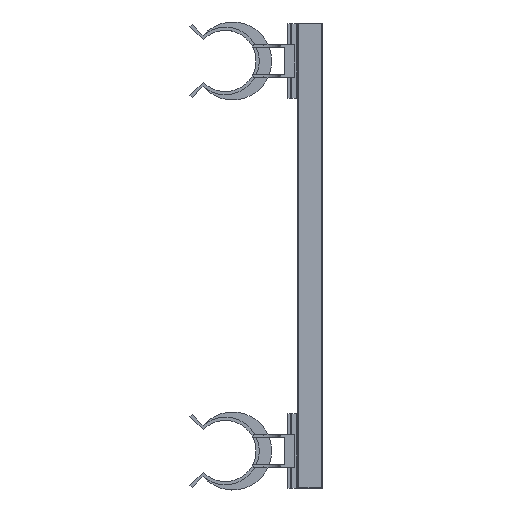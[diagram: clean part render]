
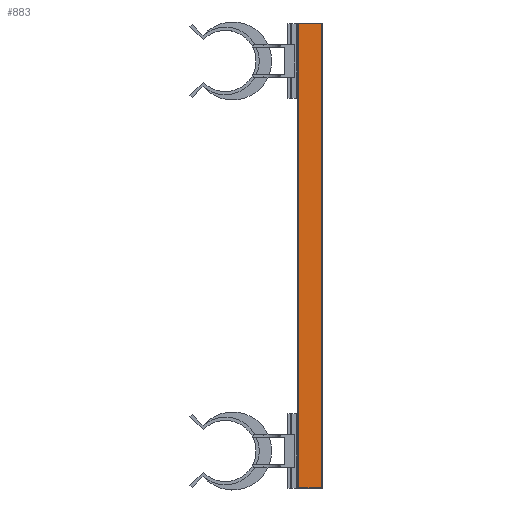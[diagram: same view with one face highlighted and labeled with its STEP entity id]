
A CAD part, top view. The second image highlights one B-rep face of the part: STEP entity #883.
In plain terms, the highlighted face is planar.
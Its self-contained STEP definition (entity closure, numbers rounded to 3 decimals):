
#883=ADVANCED_FACE('',(#1998),#1999,.T.);
#1998=FACE_OUTER_BOUND('',#3210,.T.);
#1999=PLANE('',#3211);
#3210=EDGE_LOOP('',(#7869,#7870,#7871,#7872));
#3211=AXIS2_PLACEMENT_3D('',#7873,#7874,#7875);
#7869=ORIENTED_EDGE('',*,*,#10370,.F.);
#7870=ORIENTED_EDGE('',*,*,#10371,.T.);
#7871=ORIENTED_EDGE('',*,*,#10225,.F.);
#7872=ORIENTED_EDGE('',*,*,#10311,.T.);
#7873=CARTESIAN_POINT('',(301.053,123.923,31.865));
#7874=DIRECTION('',(0.,1.0,0.));
#7875=DIRECTION('',(0.0,0.,-1.0));
#10225=EDGE_CURVE('',#12835,#12837,#12838,.T.);
#10311=EDGE_CURVE('',#12835,#12997,#12999,.T.);
#10370=EDGE_CURVE('',#13083,#12997,#13085,.T.);
#10371=EDGE_CURVE('',#13083,#12837,#13086,.T.);
#12835=VERTEX_POINT('',#16453);
#12837=VERTEX_POINT('',#16455);
#12838=LINE('',#16456,#16457);
#12997=VERTEX_POINT('',#16656);
#12999=LINE('',#16658,#16659);
#13083=VERTEX_POINT('',#16777);
#13085=LINE('',#16779,#16780);
#13086=LINE('',#16781,#16782);
#16453=CARTESIAN_POINT('',(313.553,123.923,-93.135));
#16455=CARTESIAN_POINT('',(313.553,123.923,156.865));
#16456=CARTESIAN_POINT('',(313.553,123.923,31.865));
#16457=VECTOR('',#20153,1.0);
#16656=CARTESIAN_POINT('',(301.553,123.923,-93.135));
#16658=CARTESIAN_POINT('',(314.053,123.923,-93.135));
#16659=VECTOR('',#20329,1.0);
#16777=CARTESIAN_POINT('',(301.553,123.923,156.865));
#16779=CARTESIAN_POINT('',(301.553,123.923,31.865));
#16780=VECTOR('',#20436,1.0);
#16781=CARTESIAN_POINT('',(314.053,123.923,156.865));
#16782=VECTOR('',#20437,1.0);
#20153=DIRECTION('',(0.,0.,1.0));
#20329=DIRECTION('',(-1.0,0.,0.));
#20436=DIRECTION('',(0.,0.,-1.0));
#20437=DIRECTION('',(1.0,0.,0.));
